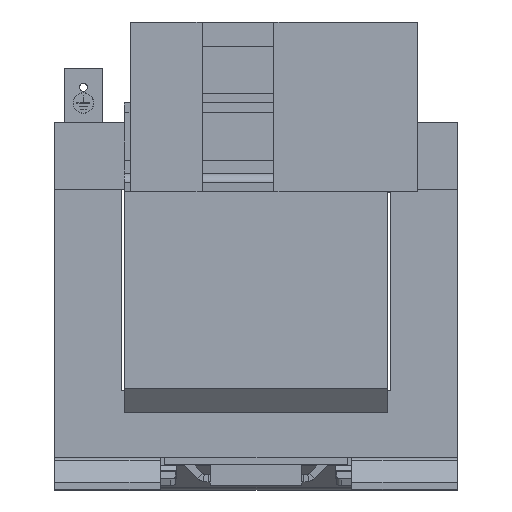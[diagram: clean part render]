
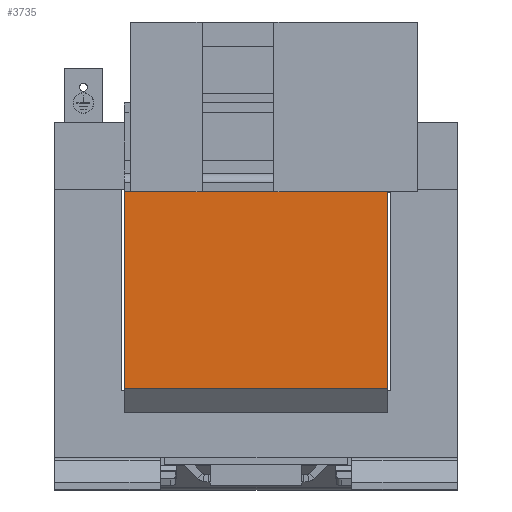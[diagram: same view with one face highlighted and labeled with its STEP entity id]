
A CAD part, top view. The second image highlights one B-rep face of the part: STEP entity #3735.
In plain terms, the highlighted planar face has unit normal (0, 0, 1).
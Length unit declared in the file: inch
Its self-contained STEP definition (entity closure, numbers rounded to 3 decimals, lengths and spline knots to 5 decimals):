
#7 = CARTESIAN_POINT ( 'NONE',  ( 1.08268, 0.80906, 1.50984 ) ) ;
#828 = LINE ( 'NONE', #12091, #15261 ) ;
#1002 = DIRECTION ( 'NONE',  ( 0., -1., 0. ) ) ;
#2024 = LINE ( 'NONE', #14658, #9696 ) ;
#2031 = VERTEX_POINT ( 'NONE', #2560 ) ;
#2249 = DIRECTION ( 'NONE',  ( -1., 0., 0. ) ) ;
#2386 = ORIENTED_EDGE ( 'NONE', *, *, #2984, .T. ) ;
#2560 = CARTESIAN_POINT ( 'NONE',  ( -1.08268, -0.80906, 1.50984 ) ) ;
#2703 = AXIS2_PLACEMENT_3D ( 'NONE', #4984, #6105, #2249 ) ;
#2743 = EDGE_CURVE ( 'NONE', #14572, #8944, #16404, .T. ) ;
#2984 = EDGE_CURVE ( 'NONE', #2031, #11049, #828, .T. ) ;
#3492 = EDGE_LOOP ( 'NONE', ( #2386, #13147, #5963, #7275 ) ) ;
#3735 = ADVANCED_FACE ( 'NONE', ( #4899 ), #14442, .F. ) ;
#4575 = VECTOR ( 'NONE', #1002, 39.37008 ) ;
#4899 = FACE_OUTER_BOUND ( 'NONE', #3492, .T. ) ;
#4984 = CARTESIAN_POINT ( 'NONE',  ( 1.08268, 0.80906, 1.50984 ) ) ;
#5963 = ORIENTED_EDGE ( 'NONE', *, *, #2743, .F. ) ;
#6105 = DIRECTION ( 'NONE',  ( 0., 0., -1. ) ) ;
#7059 = VECTOR ( 'NONE', #15038, 39.37008 ) ;
#7275 = ORIENTED_EDGE ( 'NONE', *, *, #16191, .T. ) ;
#7963 = LINE ( 'NONE', #9245, #4575 ) ;
#8944 = VERTEX_POINT ( 'NONE', #16047 ) ;
#9245 = CARTESIAN_POINT ( 'NONE',  ( -1.08268, 0.94981, 1.50984 ) ) ;
#9696 = VECTOR ( 'NONE', #17671, 39.37008 ) ;
#10479 = CARTESIAN_POINT ( 'NONE',  ( 1.08268, -0.80906, 1.50984 ) ) ;
#11049 = VERTEX_POINT ( 'NONE', #10479 ) ;
#12091 = CARTESIAN_POINT ( 'NONE',  ( 1.08268, -0.80906, 1.50984 ) ) ;
#12300 = EDGE_CURVE ( 'NONE', #8944, #11049, #2024, .T. ) ;
#13147 = ORIENTED_EDGE ( 'NONE', *, *, #12300, .F. ) ;
#14442 = PLANE ( 'NONE',  #2703 ) ;
#14572 = VERTEX_POINT ( 'NONE', #15392 ) ;
#14658 = CARTESIAN_POINT ( 'NONE',  ( 1.08268, 0.94981, 1.50984 ) ) ;
#15038 = DIRECTION ( 'NONE',  ( 1., 0., 0. ) ) ;
#15261 = VECTOR ( 'NONE', #16028, 39.37008 ) ;
#15392 = CARTESIAN_POINT ( 'NONE',  ( -1.08268, 0.80906, 1.50984 ) ) ;
#16028 = DIRECTION ( 'NONE',  ( 1., 0., 0. ) ) ;
#16047 = CARTESIAN_POINT ( 'NONE',  ( 1.08268, 0.80906, 1.50984 ) ) ;
#16191 = EDGE_CURVE ( 'NONE', #14572, #2031, #7963, .T. ) ;
#16404 = LINE ( 'NONE', #7, #7059 ) ;
#17671 = DIRECTION ( 'NONE',  ( 0., -1., 0. ) ) ;
